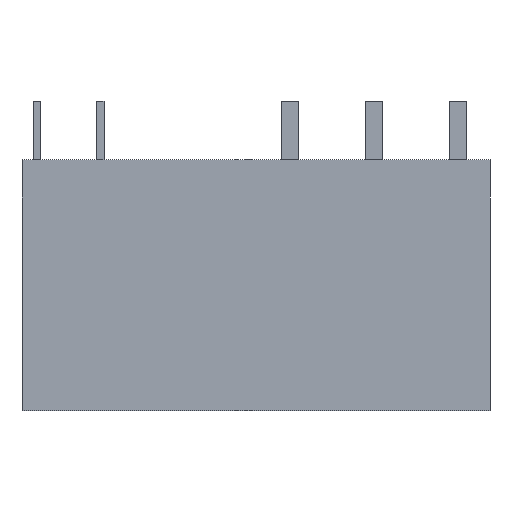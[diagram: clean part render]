
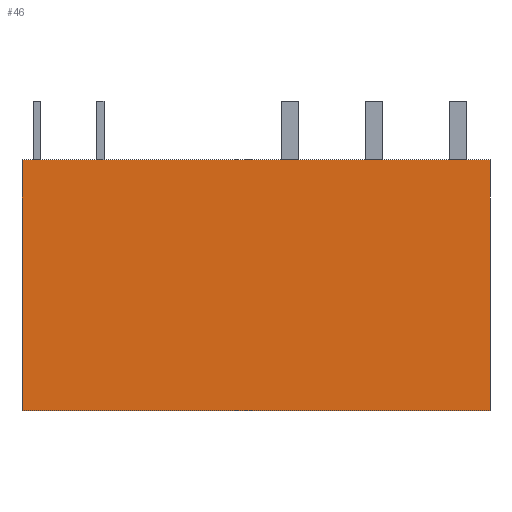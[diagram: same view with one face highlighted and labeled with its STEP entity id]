
A CAD part, front view. The second image highlights one B-rep face of the part: STEP entity #46.
In plain terms, the highlighted planar face has unit normal (0, -1, 0).
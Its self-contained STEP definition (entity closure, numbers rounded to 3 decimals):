
#46=ADVANCED_FACE('',(#78),#79,.F.);
#78=FACE_OUTER_BOUND('',#145,.T.);
#79=PLANE('',#146);
#145=EDGE_LOOP('',(#212,#213,#214,#215));
#146=AXIS2_PLACEMENT_3D('',#216,#217,#218);
#212=ORIENTED_EDGE('',*,*,#449,.F.);
#213=ORIENTED_EDGE('',*,*,#450,.F.);
#214=ORIENTED_EDGE('',*,*,#451,.F.);
#215=ORIENTED_EDGE('',*,*,#452,.F.);
#216=CARTESIAN_POINT('',(0.0,-2.5,0.0));
#217=DIRECTION('',(-0.0,1.0,0.0));
#218=DIRECTION('',(1.0,0.0,0.0));
#449=EDGE_CURVE('',#521,#522,#523,.T.);
#450=EDGE_CURVE('',#524,#521,#525,.T.);
#451=EDGE_CURVE('',#526,#524,#527,.T.);
#452=EDGE_CURVE('',#522,#526,#528,.T.);
#521=VERTEX_POINT('',#641);
#522=VERTEX_POINT('',#642);
#523=LINE('',#643,#644);
#524=VERTEX_POINT('',#645);
#525=LINE('',#646,#647);
#526=VERTEX_POINT('',#648);
#527=LINE('',#649,#650);
#528=LINE('',#651,#652);
#641=CARTESIAN_POINT('',(14.0,-2.5,-15.0));
#642=CARTESIAN_POINT('',(-14.0,-2.5,-15.0));
#643=CARTESIAN_POINT('',(14.0,-2.5,-15.0));
#644=VECTOR('',#833,28.0);
#645=CARTESIAN_POINT('',(14.0,-2.5,0.0));
#646=CARTESIAN_POINT('',(14.0,-2.5,0.0));
#647=VECTOR('',#834,15.0);
#648=CARTESIAN_POINT('',(-14.0,-2.5,0.0));
#649=CARTESIAN_POINT('',(-14.0,-2.5,0.0));
#650=VECTOR('',#835,28.0);
#651=CARTESIAN_POINT('',(-14.0,-2.5,-15.0));
#652=VECTOR('',#836,15.0);
#833=DIRECTION('',(-1.0,0.0,0.0));
#834=DIRECTION('',(0.0,0.0,-1.0));
#835=DIRECTION('',(1.0,0.0,0.0));
#836=DIRECTION('',(0.0,0.0,1.0));
